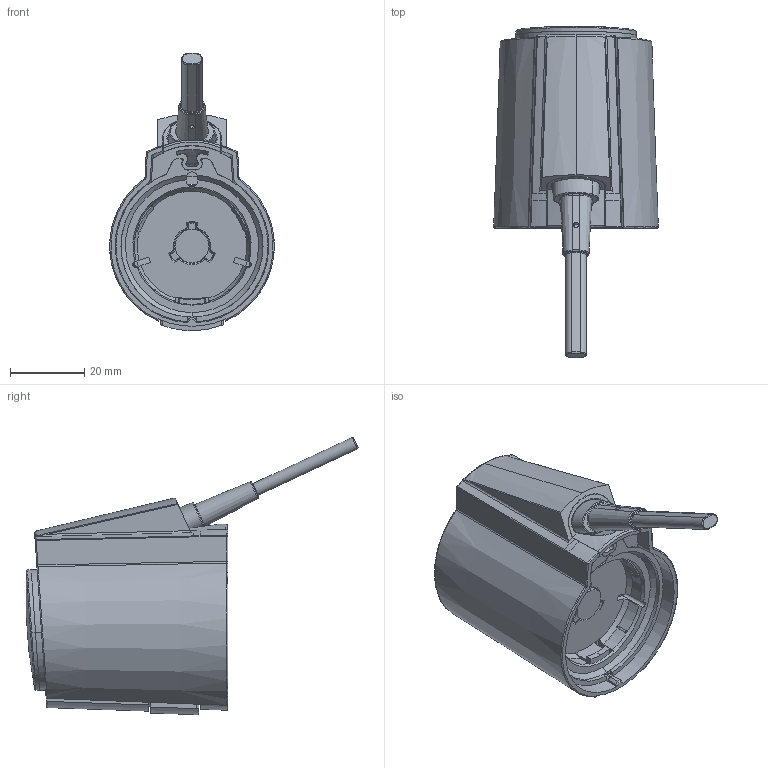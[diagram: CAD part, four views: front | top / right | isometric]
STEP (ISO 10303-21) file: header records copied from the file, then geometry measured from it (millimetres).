
FILE_DESCRIPTION((''),'2;1');
FILE_NAME('ABN_SESTAV_ASM','2015-05-18T',('u317927'),('Danfoss'),'PRO/ENGINEER BY PARAMETRIC TECHNOLOGY CORPORATION, 2014000','PRO/ENGINEER BY PARAMETRIC TECHNOLOGY CORPORATION, 2014000','');
FILE_SCHEMA(('CONFIG_CONTROL_DESIGN'));
Length unit declared in the file: millimetre
Products named in the file (3): ABN_A5_5MM_BAUGRUPPE_A5_STECKER; ABN_CONNECTION_CABLE; ABN_SESTAV_ASM
Assembly tree (2 placements, depth 2):
  ABN_SESTAV_ASM
    ABN_A5_5MM_BAUGRUPPE_A5_STECKER
    ABN_CONNECTION_CABLE
Bounding box: 44.4 x 89.51 x 74.78 mm (x, y, z)
Volume: 2294.5 mm3; surface area: 24417.2 mm2
Topology: 2 solids, 12 shells, 414 faces, 1488 edges, 1068 vertices
Faces by surface type: plane 130, cylinder 113, bspline 78, cone 49, torus 20, extrusion 14, sphere 9, revolution 1
Entity records: 24019 total; most frequent: CARTESIAN_POINT 12394, ORIENTED_EDGE 2419, DIRECTION 2051, EDGE_CURVE 1479, VERTEX_POINT 1068, AXIS2_PLACEMENT_3D 705, VECTOR 640, LINE 626
